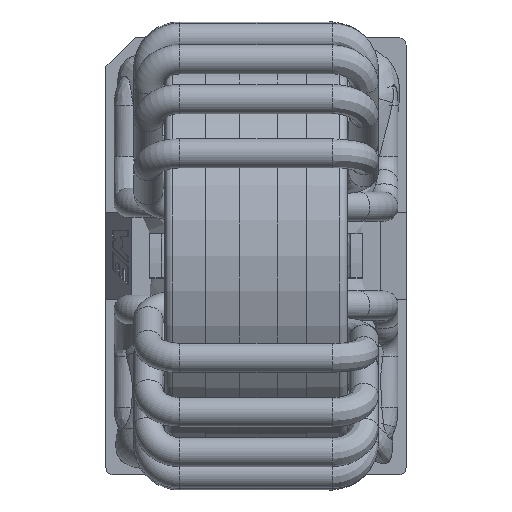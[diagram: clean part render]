
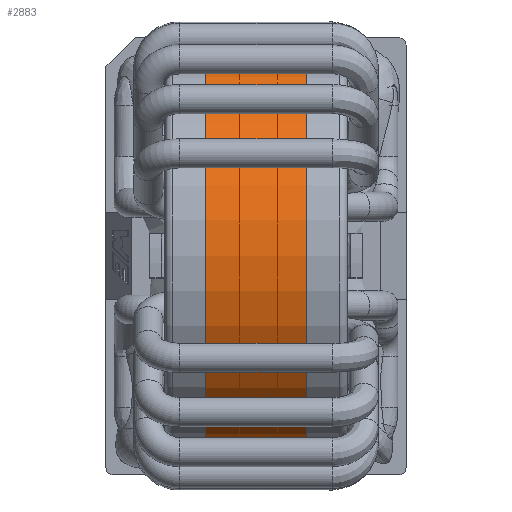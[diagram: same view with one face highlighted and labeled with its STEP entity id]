
A CAD part, top view. The second image highlights one B-rep face of the part: STEP entity #2883.
In plain terms, the highlighted cylindrical face has radius 14.155 mm (diameter 28.31 mm), a full revolution.
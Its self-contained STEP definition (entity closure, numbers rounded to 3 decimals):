
#2883=ADVANCED_FACE('',(#6617,#6618),#6619,.T.);
#2889=EDGE_CURVE('',#6628,#6628,#6629,.T.);
#2893=EDGE_CURVE('',#6634,#6634,#6635,.T.);
#6617=FACE_OUTER_BOUND('',#17830,.T.);
#6618=FACE_OUTER_BOUND('',#17831,.T.);
#6619=CYLINDRICAL_SURFACE('',#17832,14.155);
#6628=VERTEX_POINT('',#17843);
#6629=CIRCLE('',#17844,14.155);
#6634=VERTEX_POINT('',#17851);
#6635=CIRCLE('',#17852,14.155);
#17830=EDGE_LOOP('',(#34166));
#17831=EDGE_LOOP('',(#34167));
#17832=AXIS2_PLACEMENT_3D('',#34168,#34169,#34170);
#17843=CARTESIAN_POINT('',(4.,-26.655,16.4));
#17844=AXIS2_PLACEMENT_3D('',#34180,#34181,#34182);
#17851=CARTESIAN_POINT('',(11.,-26.655,16.4));
#17852=AXIS2_PLACEMENT_3D('',#34186,#34187,#34188);
#34166=ORIENTED_EDGE('',*,*,#2889,.T.);
#34167=ORIENTED_EDGE('',*,*,#2893,.F.);
#34168=CARTESIAN_POINT('',(4.,-12.5,16.4));
#34169=DIRECTION('',(1.0,0.,0.0));
#34170=DIRECTION('',(0.0,0.0,1.0));
#34180=CARTESIAN_POINT('',(4.,-12.5,16.4));
#34181=DIRECTION('',(1.0,0.,0.0));
#34182=DIRECTION('',(0.,-1.0,0.0));
#34186=CARTESIAN_POINT('',(11.,-12.5,16.4));
#34187=DIRECTION('',(1.0,0.,0.0));
#34188=DIRECTION('',(0.,-1.0,0.0));
